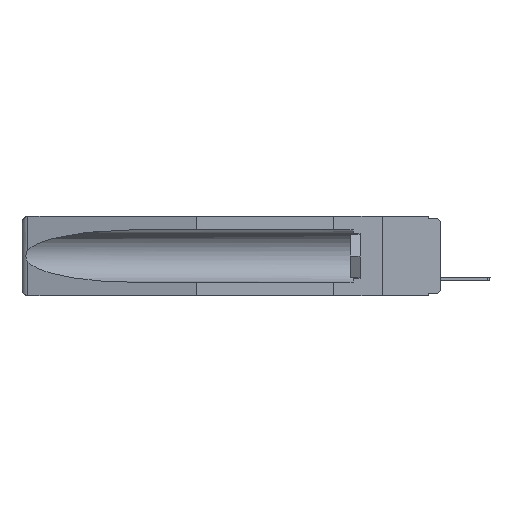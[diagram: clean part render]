
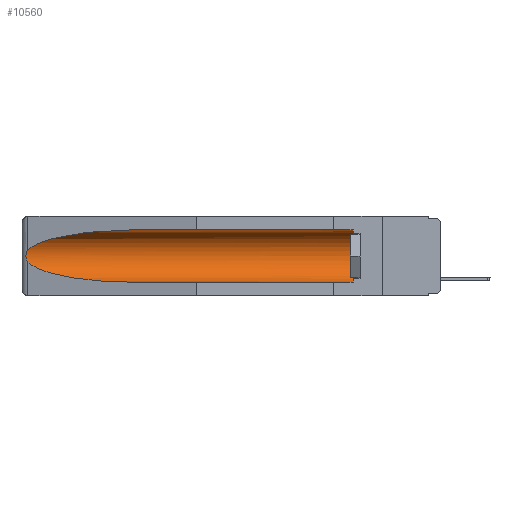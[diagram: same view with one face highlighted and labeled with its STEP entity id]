
A CAD part, left-side view. The second image highlights one B-rep face of the part: STEP entity #10560.
In plain terms, the highlighted cylindrical face has radius 2.857 mm (diameter 5.715 mm), a partial arc.
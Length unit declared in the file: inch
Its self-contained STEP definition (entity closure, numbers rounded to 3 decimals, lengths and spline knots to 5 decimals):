
#125 = EDGE_CURVE ( 'NONE', #12308, #9767, #3466, .T. ) ;
#205 = VECTOR ( 'NONE', #3366, 39.37008 ) ;
#233 = VERTEX_POINT ( 'NONE', #10908 ) ;
#655 = CARTESIAN_POINT ( 'NONE',  ( 0.26537, 1.52718, -0.14972 ) ) ;
#687 = CARTESIAN_POINT ( 'NONE',  ( 0.21114, 1.30732, -0.284 ) ) ;
#984 = LINE ( 'NONE', #7936, #205 ) ;
#1023 = CIRCLE ( 'NONE', #14448, 0.1125 ) ;
#1173 = ORIENTED_EDGE ( 'NONE', *, *, #12057, .T. ) ;
#1433 = ORIENTED_EDGE ( 'NONE', *, *, #8083, .T. ) ;
#1591 = ORIENTED_EDGE ( 'NONE', *, *, #9820, .F. ) ;
#1592 = DIRECTION ( 'NONE',  ( 0., 1., 0. ) ) ;
#1998 = CARTESIAN_POINT ( 'NONE',  ( 0.2673, 1.53269, -0.17917 ) ) ;
#2100 = CARTESIAN_POINT ( 'NONE',  ( 0.155, 1.07973, -0.284 ) ) ;
#2186 = LINE ( 'NONE', #8317, #12051 ) ;
#2541 = ORIENTED_EDGE ( 'NONE', *, *, #12651, .T. ) ;
#2626 = CARTESIAN_POINT ( 'NONE',  ( 0.21114, 1.30732, -0.059 ) ) ;
#2968 =( BOUNDED_CURVE ( )  B_SPLINE_CURVE ( 3, ( #13489, #2626, #14926, #5175 ),
 .UNSPECIFIED., .F., .F. ) 
 B_SPLINE_CURVE_WITH_KNOTS ( ( 4, 4 ),
 ( 4.71239, 6.08839 ),
 .UNSPECIFIED. ) 
 CURVE ( )  GEOMETRIC_REPRESENTATION_ITEM ( )  RATIONAL_B_SPLINE_CURVE ( ( 1., 0.848, 0.848, 1. ) ) 
 REPRESENTATION_ITEM ( '' )  );
#3123 = EDGE_CURVE ( 'NONE', #7796, #13425, #1023, .T. ) ;
#3152 = DIRECTION ( 'NONE',  ( 0., 1., 0. ) ) ;
#3196 = CARTESIAN_POINT ( 'NONE',  ( 0.2675, 1.53308, -0.17534 ) ) ;
#3273 = CARTESIAN_POINT ( 'NONE',  ( 0.26597, 1.5296, -0.19026 ) ) ;
#3366 = DIRECTION ( 'NONE',  ( 0., 1., 0. ) ) ;
#3466 =( BOUNDED_CURVE ( )  B_SPLINE_CURVE ( 3, ( #15057, #6828, #687, #6589 ),
 .UNSPECIFIED., .F., .F. ) 
 B_SPLINE_CURVE_WITH_KNOTS ( ( 4, 4 ),
 ( 0.1948, 1.5708 ),
 .UNSPECIFIED. ) 
 CURVE ( )  GEOMETRIC_REPRESENTATION_ITEM ( )  RATIONAL_B_SPLINE_CURVE ( ( 1., 0.848, 0.848, 1. ) ) 
 REPRESENTATION_ITEM ( '' )  );
#3748 = FACE_OUTER_BOUND ( 'NONE', #4119, .T. ) ;
#4119 = EDGE_LOOP ( 'NONE', ( #1433, #1173, #7159, #1591, #12315, #2541 ) ) ;
#4465 = CARTESIAN_POINT ( 'NONE',  ( 0.2675, 1.53308, -0.16763 ) ) ;
#4547 = CARTESIAN_POINT ( 'NONE',  ( 0.26654, 1.53092, -0.15636 ) ) ;
#5175 = CARTESIAN_POINT ( 'NONE',  ( 0.26537, 1.52718, -0.14972 ) ) ;
#5262 = B_SPLINE_CURVE_WITH_KNOTS ( 'NONE', 3,
 ( #655, #14071, #4547, #5505, #4465, #3196, #1998, #14155, #3273, #8138 ),
 .UNSPECIFIED., .F., .F.,
 ( 4, 2, 2, 2, 4 ),
 ( 0., 0.00029, 0.00058, 0.00087, 0.00117 ),
 .UNSPECIFIED. ) ;
#5505 = CARTESIAN_POINT ( 'NONE',  ( 0.2673, 1.5327, -0.16383 ) ) ;
#5557 = CARTESIAN_POINT ( 'NONE',  ( 0.26537, 1.52718, -0.19328 ) ) ;
#6308 = DIRECTION ( 'NONE',  ( 0., 0., 1. ) ) ;
#6589 = CARTESIAN_POINT ( 'NONE',  ( 0.155, 1.07973, -0.284 ) ) ;
#6641 = CARTESIAN_POINT ( 'NONE',  ( 0.155, 0.126, -0.284 ) ) ;
#6686 = CARTESIAN_POINT ( 'NONE',  ( 0.155, 0.126, -0.059 ) ) ;
#6828 = CARTESIAN_POINT ( 'NONE',  ( 0.25451, 1.48313, -0.24835 ) ) ;
#7159 = ORIENTED_EDGE ( 'NONE', *, *, #125, .T. ) ;
#7796 = VERTEX_POINT ( 'NONE', #6641 ) ;
#7936 = CARTESIAN_POINT ( 'NONE',  ( 0.155, -0.30754, -0.059 ) ) ;
#8083 = EDGE_CURVE ( 'NONE', #233, #12482, #2968, .T. ) ;
#8138 = CARTESIAN_POINT ( 'NONE',  ( 0.26537, 1.52718, -0.19328 ) ) ;
#8288 = AXIS2_PLACEMENT_3D ( 'NONE', #12320, #1592, #6308 ) ;
#8317 = CARTESIAN_POINT ( 'NONE',  ( 0.155, -0.30754, -0.284 ) ) ;
#8912 = DIRECTION ( 'NONE',  ( 0., -1., 0. ) ) ;
#9767 = VERTEX_POINT ( 'NONE', #2100 ) ;
#9820 = EDGE_CURVE ( 'NONE', #7796, #9767, #2186, .T. ) ;
#10095 = CYLINDRICAL_SURFACE ( 'NONE', #8288, 0.1125 ) ;
#10560 = ADVANCED_FACE ( 'NONE', ( #3748 ), #10095, .F. ) ;
#10689 = CARTESIAN_POINT ( 'NONE',  ( 0.26537, 1.52718, -0.14972 ) ) ;
#10908 = CARTESIAN_POINT ( 'NONE',  ( 0.155, 1.07973, -0.059 ) ) ;
#11270 = CARTESIAN_POINT ( 'NONE',  ( 0.155, 0.126, -0.1715 ) ) ;
#12051 = VECTOR ( 'NONE', #3152, 39.37008 ) ;
#12057 = EDGE_CURVE ( 'NONE', #12482, #12308, #5262, .T. ) ;
#12308 = VERTEX_POINT ( 'NONE', #5557 ) ;
#12315 = ORIENTED_EDGE ( 'NONE', *, *, #3123, .T. ) ;
#12320 = CARTESIAN_POINT ( 'NONE',  ( 0.155, -0.30754, -0.1715 ) ) ;
#12482 = VERTEX_POINT ( 'NONE', #10689 ) ;
#12651 = EDGE_CURVE ( 'NONE', #13425, #233, #984, .T. ) ;
#13425 = VERTEX_POINT ( 'NONE', #6686 ) ;
#13489 = CARTESIAN_POINT ( 'NONE',  ( 0.155, 1.07973, -0.059 ) ) ;
#14061 = DIRECTION ( 'NONE',  ( 0., 0., 1. ) ) ;
#14071 = CARTESIAN_POINT ( 'NONE',  ( 0.26597, 1.52961, -0.15275 ) ) ;
#14155 = CARTESIAN_POINT ( 'NONE',  ( 0.26655, 1.53094, -0.18657 ) ) ;
#14448 = AXIS2_PLACEMENT_3D ( 'NONE', #11270, #8912, #14061 ) ;
#14926 = CARTESIAN_POINT ( 'NONE',  ( 0.25451, 1.48313, -0.09465 ) ) ;
#15057 = CARTESIAN_POINT ( 'NONE',  ( 0.26537, 1.52718, -0.19328 ) ) ;
